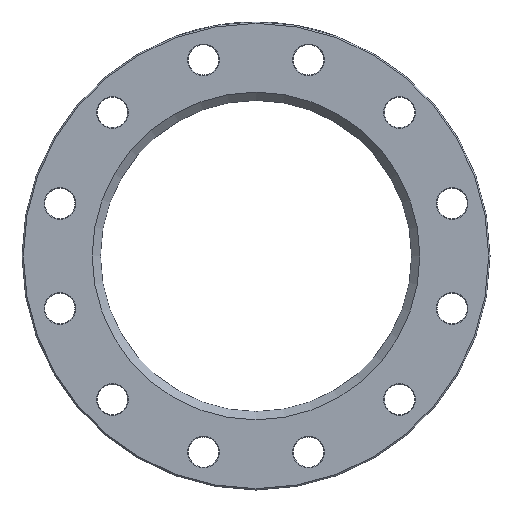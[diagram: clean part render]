
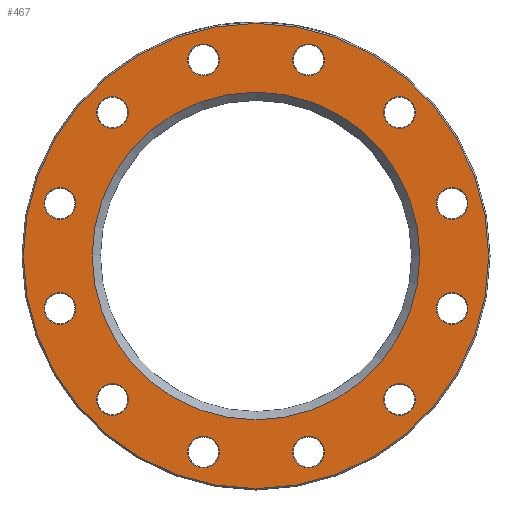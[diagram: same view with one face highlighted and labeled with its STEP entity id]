
A CAD part, left-side view. The second image highlights one B-rep face of the part: STEP entity #467.
In plain terms, the highlighted planar face has unit normal (-1, 0, 0).
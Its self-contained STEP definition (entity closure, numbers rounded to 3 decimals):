
#17 = AXIS2_PLACEMENT_3D ( 'NONE', #1451, #4693, #1057 ) ;
#78 = EDGE_LOOP ( 'NONE', ( #1199 ) ) ;
#145 = EDGE_LOOP ( 'NONE', ( #4054 ) ) ;
#176 = DIRECTION ( 'NONE',  ( 0., 0., -1. ) ) ;
#216 = CIRCLE ( 'NONE', #3875, 11.5 ) ;
#225 = CIRCLE ( 'NONE', #2838, 11.5 ) ;
#232 = CARTESIAN_POINT ( 'NONE',  ( 0., 38.176, -153.974 ) ) ;
#241 = EDGE_CURVE ( 'NONE', #3435, #3435, #271, .T. ) ;
#246 = AXIS2_PLACEMENT_3D ( 'NONE', #1298, #2168, #960 ) ;
#271 = CIRCLE ( 'NONE', #17, 11.5 ) ;
#311 = DIRECTION ( 'NONE',  ( 0., 0., -1. ) ) ;
#419 = ORIENTED_EDGE ( 'NONE', *, *, #826, .T. ) ;
#427 = CIRCLE ( 'NONE', #246, 11.5 ) ;
#455 = ORIENTED_EDGE ( 'NONE', *, *, #498, .T. ) ;
#467 = ADVANCED_FACE ( 'NONE', ( #2330, #3170, #4817, #2045, #1143, #3224, #4869, #1964, #4071, #1571, #3960, #5239, #1938, #1170 ), #1226, .F. ) ;
#490 = EDGE_LOOP ( 'NONE', ( #4918 ) ) ;
#498 = EDGE_CURVE ( 'NONE', #1383, #1383, #800, .T. ) ;
#515 = DIRECTION ( 'NONE',  ( 1., 0., 0. ) ) ;
#524 = AXIS2_PLACEMENT_3D ( 'NONE', #2457, #1187, #4479 ) ;
#577 = CIRCLE ( 'NONE', #1765, 11.5 ) ;
#618 = CARTESIAN_POINT ( 'NONE',  ( 0., 142.474, 26.676 ) ) ;
#639 = CARTESIAN_POINT ( 'NONE',  ( 0., -38.176, 130.974 ) ) ;
#688 = VERTEX_POINT ( 'NONE', #4427 ) ;
#715 = EDGE_CURVE ( 'NONE', #2581, #2581, #3328, .T. ) ;
#767 = CARTESIAN_POINT ( 'NONE',  ( 0., 0., 0. ) ) ;
#800 = CIRCLE ( 'NONE', #3762, 119. ) ;
#823 = EDGE_LOOP ( 'NONE', ( #1436 ) ) ;
#826 = EDGE_CURVE ( 'NONE', #5077, #5077, #4186, .T. ) ;
#891 = DIRECTION ( 'NONE',  ( 0., 0., -1. ) ) ;
#895 = CARTESIAN_POINT ( 'NONE',  ( 0., 0., 0. ) ) ;
#960 = DIRECTION ( 'NONE',  ( 0., 0., -1. ) ) ;
#1037 = VERTEX_POINT ( 'NONE', #2244 ) ;
#1057 = DIRECTION ( 'NONE',  ( 0., 0., -1. ) ) ;
#1066 = DIRECTION ( 'NONE',  ( 0., 0., -1. ) ) ;
#1143 = FACE_BOUND ( 'NONE', #1274, .T. ) ;
#1160 = ORIENTED_EDGE ( 'NONE', *, *, #3996, .T. ) ;
#1170 = FACE_BOUND ( 'NONE', #490, .T. ) ;
#1187 = DIRECTION ( 'NONE',  ( 1., 0., 0. ) ) ;
#1194 = CARTESIAN_POINT ( 'NONE',  ( 0., -38.176, -153.974 ) ) ;
#1199 = ORIENTED_EDGE ( 'NONE', *, *, #4653, .T. ) ;
#1203 = CARTESIAN_POINT ( 'NONE',  ( 0., -142.474, 38.176 ) ) ;
#1226 = PLANE ( 'NONE',  #1459 ) ;
#1274 = EDGE_LOOP ( 'NONE', ( #4867 ) ) ;
#1298 = CARTESIAN_POINT ( 'NONE',  ( 0., 142.474, 38.176 ) ) ;
#1311 = DIRECTION ( 'NONE',  ( 1., 0., 0. ) ) ;
#1319 = EDGE_LOOP ( 'NONE', ( #3257 ) ) ;
#1325 = EDGE_CURVE ( 'NONE', #3832, #3832, #5123, .T. ) ;
#1342 = DIRECTION ( 'NONE',  ( 0., 0., -1. ) ) ;
#1345 = EDGE_LOOP ( 'NONE', ( #2126 ) ) ;
#1383 = VERTEX_POINT ( 'NONE', #3856 ) ;
#1436 = ORIENTED_EDGE ( 'NONE', *, *, #4066, .T. ) ;
#1451 = CARTESIAN_POINT ( 'NONE',  ( 0., -38.176, 142.474 ) ) ;
#1459 = AXIS2_PLACEMENT_3D ( 'NONE', #3549, #2826, #5187 ) ;
#1467 = AXIS2_PLACEMENT_3D ( 'NONE', #3384, #3830, #176 ) ;
#1487 = ORIENTED_EDGE ( 'NONE', *, *, #3922, .T. ) ;
#1571 = FACE_BOUND ( 'NONE', #5202, .T. ) ;
#1594 = DIRECTION ( 'NONE',  ( 1., 0., 0. ) ) ;
#1737 = DIRECTION ( 'NONE',  ( 0., 0., -1. ) ) ;
#1756 = AXIS2_PLACEMENT_3D ( 'NONE', #4052, #1311, #4494 ) ;
#1764 = EDGE_CURVE ( 'NONE', #4672, #4672, #2792, .T. ) ;
#1765 = AXIS2_PLACEMENT_3D ( 'NONE', #1203, #5243, #891 ) ;
#1878 = AXIS2_PLACEMENT_3D ( 'NONE', #2329, #1594, #5159 ) ;
#1882 = CARTESIAN_POINT ( 'NONE',  ( 0., 104.298, -115.798 ) ) ;
#1932 = VERTEX_POINT ( 'NONE', #3106 ) ;
#1938 = FACE_BOUND ( 'NONE', #5271, .T. ) ;
#1959 = VERTEX_POINT ( 'NONE', #4396 ) ;
#1964 = FACE_BOUND ( 'NONE', #2548, .T. ) ;
#2045 = FACE_BOUND ( 'NONE', #78, .T. ) ;
#2082 = EDGE_CURVE ( 'NONE', #3806, #3806, #427, .T. ) ;
#2115 = CIRCLE ( 'NONE', #2523, 169. ) ;
#2126 = ORIENTED_EDGE ( 'NONE', *, *, #3869, .T. ) ;
#2168 = DIRECTION ( 'NONE',  ( 1., 0., 0. ) ) ;
#2244 = CARTESIAN_POINT ( 'NONE',  ( 0., 0., -169. ) ) ;
#2325 = VERTEX_POINT ( 'NONE', #5212 ) ;
#2329 = CARTESIAN_POINT ( 'NONE',  ( 0., -142.474, -38.176 ) ) ;
#2330 = FACE_BOUND ( 'NONE', #2913, .T. ) ;
#2409 = VERTEX_POINT ( 'NONE', #4835 ) ;
#2445 = DIRECTION ( 'NONE',  ( 1., 0., 0. ) ) ;
#2457 = CARTESIAN_POINT ( 'NONE',  ( 0., 38.176, -142.474 ) ) ;
#2492 = EDGE_CURVE ( 'NONE', #1037, #1037, #2115, .T. ) ;
#2493 = DIRECTION ( 'NONE',  ( -1., 0., 0. ) ) ;
#2523 = AXIS2_PLACEMENT_3D ( 'NONE', #895, #2493, #1342 ) ;
#2548 = EDGE_LOOP ( 'NONE', ( #4310 ) ) ;
#2563 = EDGE_LOOP ( 'NONE', ( #419 ) ) ;
#2581 = VERTEX_POINT ( 'NONE', #1882 ) ;
#2627 = DIRECTION ( 'NONE',  ( 1., 0., 0. ) ) ;
#2634 = CARTESIAN_POINT ( 'NONE',  ( 0., -104.298, -104.298 ) ) ;
#2792 = CIRCLE ( 'NONE', #1878, 11.5 ) ;
#2826 = DIRECTION ( 'NONE',  ( 1., 0., 0. ) ) ;
#2838 = AXIS2_PLACEMENT_3D ( 'NONE', #2634, #515, #1737 ) ;
#2913 = EDGE_LOOP ( 'NONE', ( #455 ) ) ;
#3089 = ORIENTED_EDGE ( 'NONE', *, *, #1325, .T. ) ;
#3090 = DIRECTION ( 'NONE',  ( 0., 0., -1. ) ) ;
#3106 = CARTESIAN_POINT ( 'NONE',  ( 0., -104.298, 92.798 ) ) ;
#3112 = CARTESIAN_POINT ( 'NONE',  ( 0., 104.298, 104.298 ) ) ;
#3170 = FACE_OUTER_BOUND ( 'NONE', #4089, .T. ) ;
#3187 = DIRECTION ( 'NONE',  ( 1., 0., 0. ) ) ;
#3224 = FACE_BOUND ( 'NONE', #1345, .T. ) ;
#3257 = ORIENTED_EDGE ( 'NONE', *, *, #4193, .T. ) ;
#3258 = DIRECTION ( 'NONE',  ( 0., 0., -1. ) ) ;
#3328 = CIRCLE ( 'NONE', #1467, 11.5 ) ;
#3384 = CARTESIAN_POINT ( 'NONE',  ( 0., 104.298, -104.298 ) ) ;
#3435 = VERTEX_POINT ( 'NONE', #639 ) ;
#3549 = CARTESIAN_POINT ( 'NONE',  ( 0., 113., 0. ) ) ;
#3639 = EDGE_LOOP ( 'NONE', ( #3089 ) ) ;
#3702 = CARTESIAN_POINT ( 'NONE',  ( 0., 142.474, -38.176 ) ) ;
#3762 = AXIS2_PLACEMENT_3D ( 'NONE', #767, #3187, #311 ) ;
#3806 = VERTEX_POINT ( 'NONE', #618 ) ;
#3826 = CARTESIAN_POINT ( 'NONE',  ( 0., 38.176, 142.474 ) ) ;
#3830 = DIRECTION ( 'NONE',  ( 1., 0., 0. ) ) ;
#3832 = VERTEX_POINT ( 'NONE', #232 ) ;
#3856 = CARTESIAN_POINT ( 'NONE',  ( 0., 0., -119. ) ) ;
#3869 = EDGE_CURVE ( 'NONE', #1932, #1932, #216, .T. ) ;
#3875 = AXIS2_PLACEMENT_3D ( 'NONE', #4356, #4822, #3090 ) ;
#3922 = EDGE_CURVE ( 'NONE', #2409, #2409, #4547, .T. ) ;
#3960 = FACE_BOUND ( 'NONE', #3639, .T. ) ;
#3996 = EDGE_CURVE ( 'NONE', #4781, #4781, #4290, .T. ) ;
#4052 = CARTESIAN_POINT ( 'NONE',  ( 0., -38.176, -142.474 ) ) ;
#4054 = ORIENTED_EDGE ( 'NONE', *, *, #715, .T. ) ;
#4066 = EDGE_CURVE ( 'NONE', #2325, #2325, #577, .T. ) ;
#4071 = FACE_BOUND ( 'NONE', #1319, .T. ) ;
#4089 = EDGE_LOOP ( 'NONE', ( #4553 ) ) ;
#4107 = AXIS2_PLACEMENT_3D ( 'NONE', #3826, #2627, #4690 ) ;
#4186 = CIRCLE ( 'NONE', #4521, 11.5 ) ;
#4193 = EDGE_CURVE ( 'NONE', #1959, #1959, #225, .T. ) ;
#4273 = CARTESIAN_POINT ( 'NONE',  ( 0., 104.298, 92.798 ) ) ;
#4290 = CIRCLE ( 'NONE', #1756, 11.5 ) ;
#4310 = ORIENTED_EDGE ( 'NONE', *, *, #1764, .T. ) ;
#4356 = CARTESIAN_POINT ( 'NONE',  ( 0., -104.298, 104.298 ) ) ;
#4396 = CARTESIAN_POINT ( 'NONE',  ( 0., -104.298, -115.798 ) ) ;
#4427 = CARTESIAN_POINT ( 'NONE',  ( 0., 38.176, 130.974 ) ) ;
#4479 = DIRECTION ( 'NONE',  ( 0., 0., -1. ) ) ;
#4494 = DIRECTION ( 'NONE',  ( 0., 0., -1. ) ) ;
#4521 = AXIS2_PLACEMENT_3D ( 'NONE', #3112, #4759, #1066 ) ;
#4547 = CIRCLE ( 'NONE', #5231, 11.5 ) ;
#4553 = ORIENTED_EDGE ( 'NONE', *, *, #2492, .T. ) ;
#4653 = EDGE_CURVE ( 'NONE', #688, #688, #5121, .T. ) ;
#4672 = VERTEX_POINT ( 'NONE', #4723 ) ;
#4690 = DIRECTION ( 'NONE',  ( 0., 0., -1. ) ) ;
#4693 = DIRECTION ( 'NONE',  ( 1., 0., 0. ) ) ;
#4723 = CARTESIAN_POINT ( 'NONE',  ( 0., -142.474, -49.676 ) ) ;
#4759 = DIRECTION ( 'NONE',  ( 1., 0., 0. ) ) ;
#4781 = VERTEX_POINT ( 'NONE', #1194 ) ;
#4817 = FACE_BOUND ( 'NONE', #2563, .T. ) ;
#4822 = DIRECTION ( 'NONE',  ( 1., 0., 0. ) ) ;
#4835 = CARTESIAN_POINT ( 'NONE',  ( 0., 142.474, -49.676 ) ) ;
#4867 = ORIENTED_EDGE ( 'NONE', *, *, #241, .T. ) ;
#4869 = FACE_BOUND ( 'NONE', #823, .T. ) ;
#4918 = ORIENTED_EDGE ( 'NONE', *, *, #2082, .T. ) ;
#5077 = VERTEX_POINT ( 'NONE', #4273 ) ;
#5121 = CIRCLE ( 'NONE', #4107, 11.5 ) ;
#5123 = CIRCLE ( 'NONE', #524, 11.5 ) ;
#5159 = DIRECTION ( 'NONE',  ( 0., 0., -1. ) ) ;
#5187 = DIRECTION ( 'NONE',  ( 0., 0., -1. ) ) ;
#5202 = EDGE_LOOP ( 'NONE', ( #1160 ) ) ;
#5212 = CARTESIAN_POINT ( 'NONE',  ( 0., -142.474, 26.676 ) ) ;
#5231 = AXIS2_PLACEMENT_3D ( 'NONE', #3702, #2445, #3258 ) ;
#5239 = FACE_BOUND ( 'NONE', #145, .T. ) ;
#5243 = DIRECTION ( 'NONE',  ( 1., 0., 0. ) ) ;
#5271 = EDGE_LOOP ( 'NONE', ( #1487 ) ) ;
